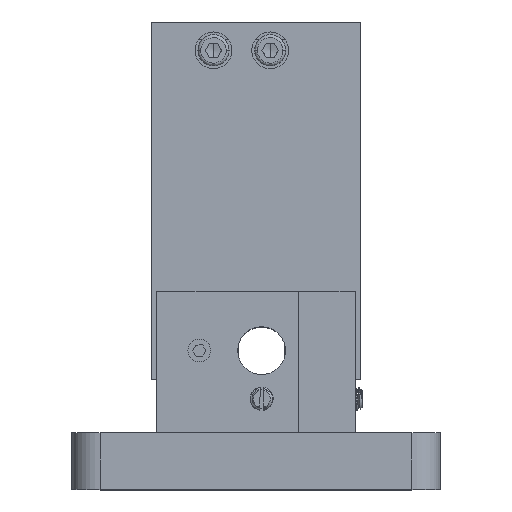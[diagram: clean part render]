
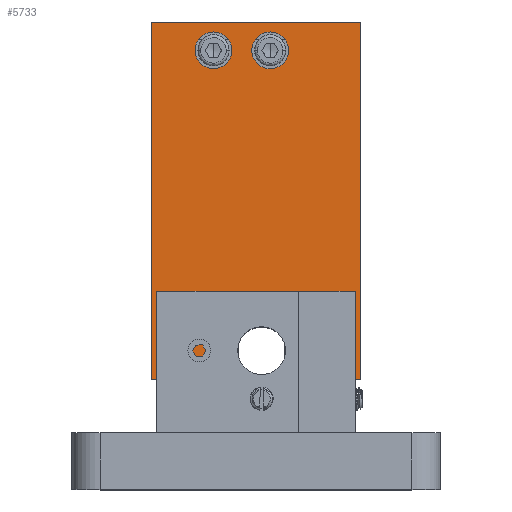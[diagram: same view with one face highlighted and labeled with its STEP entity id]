
A CAD part, top view. The second image highlights one B-rep face of the part: STEP entity #5733.
In plain terms, the highlighted planar face has unit normal (0, 0, 1).
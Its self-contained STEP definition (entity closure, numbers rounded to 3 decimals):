
#6 = CIRCLE ( 'NONE', #4321, 3.25 ) ;
#77 = VERTEX_POINT ( 'NONE', #7772 ) ;
#103 = DIRECTION ( 'NONE',  ( 0., 0., -1. ) ) ;
#156 = CARTESIAN_POINT ( 'NONE',  ( -21.365, 8.146, 26.8 ) ) ;
#222 = VERTEX_POINT ( 'NONE', #1477 ) ;
#313 = CARTESIAN_POINT ( 'NONE',  ( -36.865, -0.854, 26.8 ) ) ;
#321 = EDGE_CURVE ( 'NONE', #7935, #2560, #6051, .T. ) ;
#452 = LINE ( 'NONE', #8764, #9603 ) ;
#511 = EDGE_LOOP ( 'NONE', ( #5352, #4278, #2661, #9741, #6297, #8981, #2704, #1125 ) ) ;
#646 = VERTEX_POINT ( 'NONE', #3232 ) ;
#749 = EDGE_CURVE ( 'NONE', #646, #1213, #9918, .T. ) ;
#799 = DIRECTION ( 'NONE',  ( 0., 0., 1. ) ) ;
#898 = DIRECTION ( 'NONE',  ( 0., 0., 1. ) ) ;
#1051 = EDGE_CURVE ( 'NONE', #2940, #5019, #10322, .T. ) ;
#1125 = ORIENTED_EDGE ( 'NONE', *, *, #321, .F. ) ;
#1154 = LINE ( 'NONE', #313, #10319 ) ;
#1213 = VERTEX_POINT ( 'NONE', #2572 ) ;
#1383 = VERTEX_POINT ( 'NONE', #1845 ) ;
#1398 = DIRECTION ( 'NONE',  ( 0., 1., 0. ) ) ;
#1477 = CARTESIAN_POINT ( 'NONE',  ( -36.865, 62.146, 26.8 ) ) ;
#1648 = CARTESIAN_POINT ( 'NONE',  ( -19.115, 57.146, 26.8 ) ) ;
#1699 = EDGE_CURVE ( 'NONE', #222, #4139, #1154, .T. ) ;
#1760 = AXIS2_PLACEMENT_3D ( 'NONE', #6136, #799, #7026 ) ;
#1767 = CARTESIAN_POINT ( 'NONE',  ( -17.365, 8.146, 26.8 ) ) ;
#1800 = CARTESIAN_POINT ( 'NONE',  ( -36.865, -0.854, 26.8 ) ) ;
#1845 = CARTESIAN_POINT ( 'NONE',  ( -22.615, 57.146, 26.8 ) ) ;
#2407 = FACE_BOUND ( 'NONE', #9792, .T. ) ;
#2474 = CARTESIAN_POINT ( 'NONE',  ( -36.865, -0.854, 26.8 ) ) ;
#2560 = VERTEX_POINT ( 'NONE', #7989 ) ;
#2572 = CARTESIAN_POINT ( 'NONE',  ( -13.365, 8.146, 26.8 ) ) ;
#2655 = DIRECTION ( 'NONE',  ( 1., 0., 0. ) ) ;
#2661 = ORIENTED_EDGE ( 'NONE', *, *, #4553, .T. ) ;
#2704 = ORIENTED_EDGE ( 'NONE', *, *, #8514, .T. ) ;
#2940 = VERTEX_POINT ( 'NONE', #7437 ) ;
#3066 = ORIENTED_EDGE ( 'NONE', *, *, #11064, .F. ) ;
#3229 = CARTESIAN_POINT ( 'NONE',  ( -12.615, 57.146, 26.8 ) ) ;
#3232 = CARTESIAN_POINT ( 'NONE',  ( -13.365, -0.854, 26.8 ) ) ;
#3247 = VECTOR ( 'NONE', #5934, 1000. ) ;
#3320 = EDGE_CURVE ( 'NONE', #5019, #222, #452, .T. ) ;
#3763 = DIRECTION ( 'NONE',  ( 0., 0., 1. ) ) ;
#3879 = CARTESIAN_POINT ( 'NONE',  ( -36.865, -0.854, 26.8 ) ) ;
#4018 = EDGE_LOOP ( 'NONE', ( #3066, #6431 ) ) ;
#4072 = CARTESIAN_POINT ( 'NONE',  ( -21.365, 8.146, 26.8 ) ) ;
#4139 = VERTEX_POINT ( 'NONE', #1800 ) ;
#4278 = ORIENTED_EDGE ( 'NONE', *, *, #749, .F. ) ;
#4321 = AXIS2_PLACEMENT_3D ( 'NONE', #9083, #3763, #9972 ) ;
#4386 = CARTESIAN_POINT ( 'NONE',  ( -25.865, 57.146, 26.8 ) ) ;
#4530 = PLANE ( 'NONE',  #4613 ) ;
#4553 = EDGE_CURVE ( 'NONE', #646, #2940, #7242, .T. ) ;
#4613 = AXIS2_PLACEMENT_3D ( 'NONE', #10743, #103, #6338 ) ;
#4758 = FACE_BOUND ( 'NONE', #4018, .T. ) ;
#5019 = VERTEX_POINT ( 'NONE', #5171 ) ;
#5098 = AXIS2_PLACEMENT_3D ( 'NONE', #4386, #10595, #5286 ) ;
#5171 = CARTESIAN_POINT ( 'NONE',  ( 0.135, 62.146, 26.8 ) ) ;
#5286 = DIRECTION ( 'NONE',  ( 1., 0., 0. ) ) ;
#5352 = ORIENTED_EDGE ( 'NONE', *, *, #9505, .F. ) ;
#5533 = EDGE_CURVE ( 'NONE', #77, #1383, #9764, .T. ) ;
#5711 = CIRCLE ( 'NONE', #5098, 3.25 ) ;
#5733 = ADVANCED_FACE ( 'NONE', ( #4758, #2407, #6584 ), #4530, .F. ) ;
#5883 = DIRECTION ( 'NONE',  ( 0., -1., 0. ) ) ;
#5934 = DIRECTION ( 'NONE',  ( 0., 1., 0. ) ) ;
#6051 = LINE ( 'NONE', #4072, #9780 ) ;
#6136 = CARTESIAN_POINT ( 'NONE',  ( -25.865, 57.146, 26.8 ) ) ;
#6140 = DIRECTION ( 'NONE',  ( -1., 0., 0. ) ) ;
#6233 = CARTESIAN_POINT ( 'NONE',  ( -15.865, 57.146, 26.8 ) ) ;
#6297 = ORIENTED_EDGE ( 'NONE', *, *, #3320, .T. ) ;
#6338 = DIRECTION ( 'NONE',  ( -1., 0., 0. ) ) ;
#6431 = ORIENTED_EDGE ( 'NONE', *, *, #5533, .F. ) ;
#6584 = FACE_OUTER_BOUND ( 'NONE', #511, .T. ) ;
#6684 = VECTOR ( 'NONE', #7810, 1000. ) ;
#7009 = VECTOR ( 'NONE', #1398, 1000. ) ;
#7026 = DIRECTION ( 'NONE',  ( 1., 0., 0. ) ) ;
#7111 = DIRECTION ( 'NONE',  ( 1., 0., 0. ) ) ;
#7242 = LINE ( 'NONE', #3879, #9316 ) ;
#7437 = CARTESIAN_POINT ( 'NONE',  ( 0.135, -0.854, 26.8 ) ) ;
#7607 = EDGE_CURVE ( 'NONE', #11463, #10163, #7934, .T. ) ;
#7673 = CIRCLE ( 'NONE', #7763, 4. ) ;
#7763 = AXIS2_PLACEMENT_3D ( 'NONE', #1767, #7983, #2655 ) ;
#7772 = CARTESIAN_POINT ( 'NONE',  ( -29.115, 57.146, 26.8 ) ) ;
#7810 = DIRECTION ( 'NONE',  ( 1., 0., 0. ) ) ;
#7933 = EDGE_CURVE ( 'NONE', #10163, #11463, #6, .T. ) ;
#7934 = CIRCLE ( 'NONE', #8711, 3.25 ) ;
#7935 = VERTEX_POINT ( 'NONE', #156 ) ;
#7983 = DIRECTION ( 'NONE',  ( 0., 0., 1. ) ) ;
#7989 = CARTESIAN_POINT ( 'NONE',  ( -21.365, -0.854, 26.8 ) ) ;
#8274 = DIRECTION ( 'NONE',  ( 0., -1., 0. ) ) ;
#8514 = EDGE_CURVE ( 'NONE', #4139, #2560, #9033, .T. ) ;
#8522 = CARTESIAN_POINT ( 'NONE',  ( -13.365, -0.854, 26.8 ) ) ;
#8682 = ORIENTED_EDGE ( 'NONE', *, *, #7933, .F. ) ;
#8711 = AXIS2_PLACEMENT_3D ( 'NONE', #6233, #898, #7111 ) ;
#8764 = CARTESIAN_POINT ( 'NONE',  ( -36.865, 62.146, 26.8 ) ) ;
#8981 = ORIENTED_EDGE ( 'NONE', *, *, #1699, .T. ) ;
#9033 = LINE ( 'NONE', #2474, #6684 ) ;
#9083 = CARTESIAN_POINT ( 'NONE',  ( -15.865, 57.146, 26.8 ) ) ;
#9316 = VECTOR ( 'NONE', #11001, 1000. ) ;
#9505 = EDGE_CURVE ( 'NONE', #1213, #7935, #7673, .T. ) ;
#9603 = VECTOR ( 'NONE', #6140, 1000. ) ;
#9659 = ORIENTED_EDGE ( 'NONE', *, *, #7607, .F. ) ;
#9741 = ORIENTED_EDGE ( 'NONE', *, *, #1051, .T. ) ;
#9764 = CIRCLE ( 'NONE', #1760, 3.25 ) ;
#9780 = VECTOR ( 'NONE', #5883, 1000. ) ;
#9792 = EDGE_LOOP ( 'NONE', ( #8682, #9659 ) ) ;
#9918 = LINE ( 'NONE', #8522, #7009 ) ;
#9972 = DIRECTION ( 'NONE',  ( 1., 0., 0. ) ) ;
#10163 = VERTEX_POINT ( 'NONE', #3229 ) ;
#10319 = VECTOR ( 'NONE', #8274, 1000. ) ;
#10322 = LINE ( 'NONE', #11228, #3247 ) ;
#10595 = DIRECTION ( 'NONE',  ( 0., 0., 1. ) ) ;
#10743 = CARTESIAN_POINT ( 'NONE',  ( -36.865, -0.854, 26.8 ) ) ;
#11001 = DIRECTION ( 'NONE',  ( 1., 0., 0. ) ) ;
#11064 = EDGE_CURVE ( 'NONE', #1383, #77, #5711, .T. ) ;
#11228 = CARTESIAN_POINT ( 'NONE',  ( 0.135, -0.854, 26.8 ) ) ;
#11463 = VERTEX_POINT ( 'NONE', #1648 ) ;
